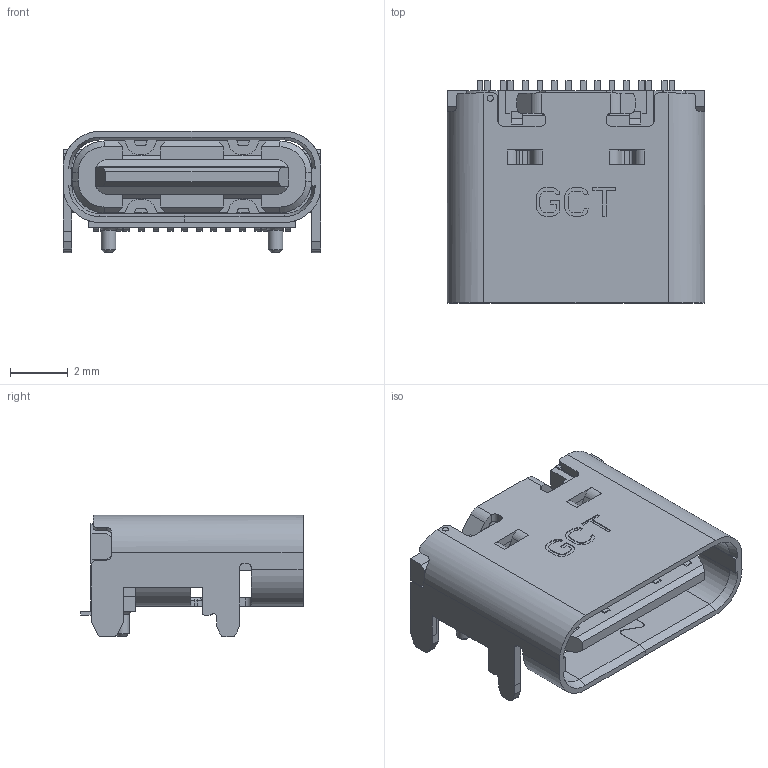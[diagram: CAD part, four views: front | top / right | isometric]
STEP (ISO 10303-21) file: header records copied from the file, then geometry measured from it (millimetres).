
FILE_DESCRIPTION(/* description */ (''),/* implementation_level */ '2;1');
FILE_NAME(/* name */ 'GCT USB4105-GF-A-060.stp',/* time_stamp */ '2023-03-07T13:54:58-04:00',/* author */ ('rabri'),/* organization */ (''),/* preprocessor_version */ 'ST-DEVELOPER v18',/* originating_system */ 'Autodesk Inventor 2020',/* authorisation */ '');
FILE_SCHEMA (('AUTOMOTIVE_DESIGN { 1 0 10303 214 3 1 1 }'));
Length unit declared in the file: millimetre
Products named in the file (6): USB4105-GF-A-060; USB4105-GF-A-060_PART2; USB4105-GF-A-060_PART1; USB4105-GF-A-060_PART1_1; USB4105-GF-A-060_PART1_2; logo
Assembly tree (5 placements, depth 2):
  USB4105-GF-A-060
    USB4105-GF-A-060_PART2
    USB4105-GF-A-060_PART1
    USB4105-GF-A-060_PART1_1
    USB4105-GF-A-060_PART1_2
    logo
Bounding box: 8.94 x 7.7 x 4.21 mm (x, y, z)
Volume: 116.7 mm3; surface area: 513.6 mm2
Topology: 34 solids, 34 shells, 928 faces, 2509 edges, 1645 vertices
Faces by surface type: plane 750, cylinder 143, cone 28, bspline 7
Full cylindrical faces by diameter (mm): 0.214 x1, 0.5 x2
Entity records: 30478 total; most frequent: CARTESIAN_POINT 5889, ORIENTED_EDGE 5018, DIRECTION 4667, EDGE_CURVE 2509, LINE 2143, VECTOR 2143, VERTEX_POINT 1645, AXIS2_PLACEMENT_3D 1262
